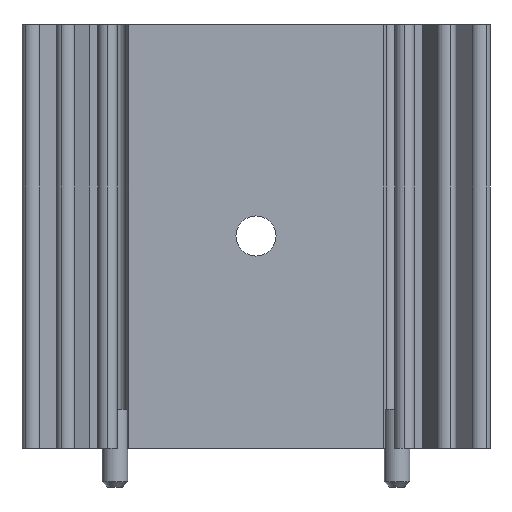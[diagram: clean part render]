
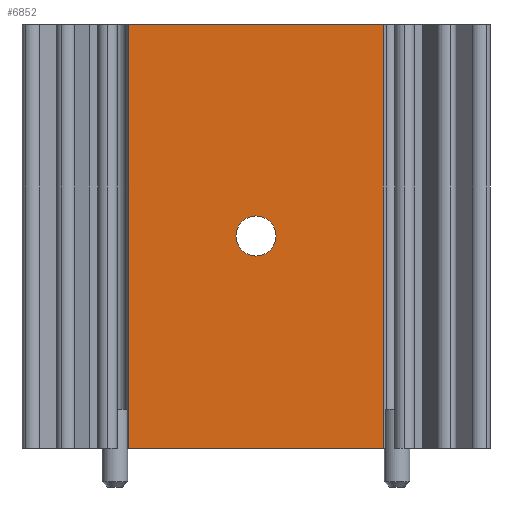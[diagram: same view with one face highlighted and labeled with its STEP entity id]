
A CAD part, front view. The second image highlights one B-rep face of the part: STEP entity #6852.
In plain terms, the highlighted planar face has unit normal (0, -1, 0).
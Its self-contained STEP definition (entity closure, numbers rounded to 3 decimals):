
#97 = CARTESIAN_POINT ( 'NONE',  ( 0., -0.55, 20.9 ) ) ;
#175 = DIRECTION ( 'NONE',  ( 0., 0., -1. ) ) ;
#240 = CARTESIAN_POINT ( 'NONE',  ( -6., -0.55, 38.1 ) ) ;
#510 = VERTEX_POINT ( 'NONE', #97 ) ;
#517 = ORIENTED_EDGE ( 'NONE', *, *, #6516, .F. ) ;
#607 = LINE ( 'NONE', #1939, #5207 ) ;
#686 = DIRECTION ( 'NONE',  ( 0., -1., 0. ) ) ;
#785 = EDGE_LOOP ( 'NONE', ( #7686, #517, #1323, #3613 ) ) ;
#841 = DIRECTION ( 'NONE',  ( 1., 0., 0. ) ) ;
#877 = FACE_BOUND ( 'NONE', #6071, .T. ) ;
#1139 = CARTESIAN_POINT ( 'NONE',  ( -11.439, -0.55, 0. ) ) ;
#1219 = CARTESIAN_POINT ( 'NONE',  ( 0., -0.55, 19.1 ) ) ;
#1323 = ORIENTED_EDGE ( 'NONE', *, *, #5041, .F. ) ;
#1337 = CARTESIAN_POINT ( 'NONE',  ( -11.439, -0.55, 0. ) ) ;
#1378 = VERTEX_POINT ( 'NONE', #1692 ) ;
#1462 = AXIS2_PLACEMENT_3D ( 'NONE', #1139, #5341, #1749 ) ;
#1692 = CARTESIAN_POINT ( 'NONE',  ( -11.439, -0.55, 38.1 ) ) ;
#1714 = PLANE ( 'NONE',  #1462 ) ;
#1749 = DIRECTION ( 'NONE',  ( 0., 0., 1. ) ) ;
#1833 = DIRECTION ( 'NONE',  ( 0., 0., 1. ) ) ;
#1939 = CARTESIAN_POINT ( 'NONE',  ( 11.439, -0.55, 0. ) ) ;
#1970 = ORIENTED_EDGE ( 'NONE', *, *, #4785, .F. ) ;
#1998 = LINE ( 'NONE', #6978, #5198 ) ;
#2016 = EDGE_CURVE ( 'NONE', #2928, #3869, #607, .T. ) ;
#2110 = EDGE_CURVE ( 'NONE', #3869, #2897, #1998, .T. ) ;
#2802 = DIRECTION ( 'NONE',  ( 0., 0., 1. ) ) ;
#2897 = VERTEX_POINT ( 'NONE', #1337 ) ;
#2928 = VERTEX_POINT ( 'NONE', #6757 ) ;
#3319 = DIRECTION ( 'NONE',  ( -1., 0., 0. ) ) ;
#3613 = ORIENTED_EDGE ( 'NONE', *, *, #2110, .F. ) ;
#3869 = VERTEX_POINT ( 'NONE', #3993 ) ;
#3993 = CARTESIAN_POINT ( 'NONE',  ( 11.439, -0.55, 0. ) ) ;
#4286 = CARTESIAN_POINT ( 'NONE',  ( 0., -0.55, 19.1 ) ) ;
#4348 = ORIENTED_EDGE ( 'NONE', *, *, #4630, .F. ) ;
#4414 = VECTOR ( 'NONE', #2802, 1000. ) ;
#4419 = CARTESIAN_POINT ( 'NONE',  ( 0., -0.55, 17.3 ) ) ;
#4630 = EDGE_CURVE ( 'NONE', #510, #5285, #7362, .T. ) ;
#4785 = EDGE_CURVE ( 'NONE', #5285, #510, #6794, .T. ) ;
#4885 = DIRECTION ( 'NONE',  ( 0., 0., 1. ) ) ;
#5041 = EDGE_CURVE ( 'NONE', #2897, #1378, #6033, .T. ) ;
#5198 = VECTOR ( 'NONE', #3319, 1000. ) ;
#5207 = VECTOR ( 'NONE', #175, 1000. ) ;
#5285 = VERTEX_POINT ( 'NONE', #4419 ) ;
#5341 = DIRECTION ( 'NONE',  ( 0., 1., 0. ) ) ;
#5419 = DIRECTION ( 'NONE',  ( 0., -1., 0. ) ) ;
#5432 = VECTOR ( 'NONE', #841, 1000. ) ;
#5665 = AXIS2_PLACEMENT_3D ( 'NONE', #4286, #686, #4885 ) ;
#6033 = LINE ( 'NONE', #7014, #4414 ) ;
#6071 = EDGE_LOOP ( 'NONE', ( #4348, #1970 ) ) ;
#6080 = AXIS2_PLACEMENT_3D ( 'NONE', #1219, #5419, #1833 ) ;
#6516 = EDGE_CURVE ( 'NONE', #1378, #2928, #7433, .T. ) ;
#6757 = CARTESIAN_POINT ( 'NONE',  ( 11.439, -0.55, 38.1 ) ) ;
#6794 = CIRCLE ( 'NONE', #5665, 1.8 ) ;
#6852 = ADVANCED_FACE ( 'NONE', ( #877, #7111 ), #1714, .F. ) ;
#6978 = CARTESIAN_POINT ( 'NONE',  ( -6., -0.55, 0. ) ) ;
#7014 = CARTESIAN_POINT ( 'NONE',  ( -11.439, -0.55, 0. ) ) ;
#7111 = FACE_OUTER_BOUND ( 'NONE', #785, .T. ) ;
#7362 = CIRCLE ( 'NONE', #6080, 1.8 ) ;
#7433 = LINE ( 'NONE', #240, #5432 ) ;
#7686 = ORIENTED_EDGE ( 'NONE', *, *, #2016, .F. ) ;
